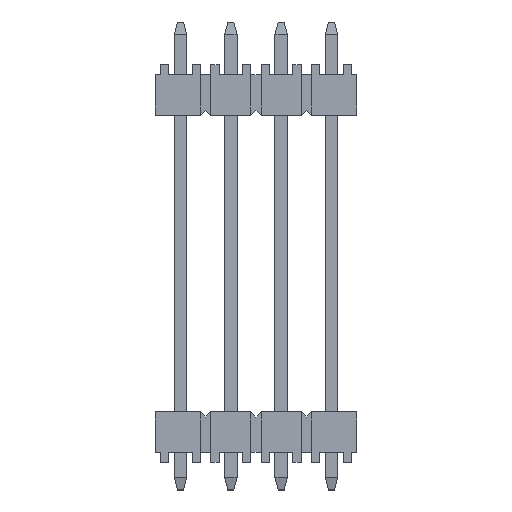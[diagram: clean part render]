
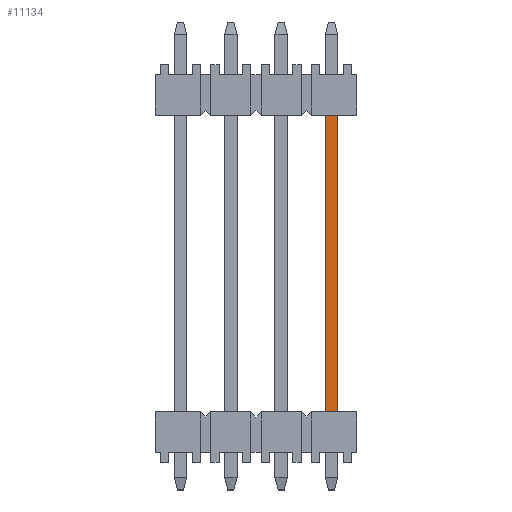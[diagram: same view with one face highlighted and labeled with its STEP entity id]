
A CAD part, top view. The second image highlights one B-rep face of the part: STEP entity #11134.
In plain terms, the highlighted planar face has unit normal (0, 0, 1).
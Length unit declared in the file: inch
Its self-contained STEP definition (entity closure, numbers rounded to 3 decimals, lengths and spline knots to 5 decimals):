
#551 = DIRECTION ( 'NONE',  ( 0., -1., 0. ) ) ;
#1040 = DIRECTION ( 'NONE',  ( 1., 0., 0. ) ) ;
#1053 = CARTESIAN_POINT ( 'NONE',  ( -0.08, 0., -0.0375 ) ) ;
#1126 = FACE_OUTER_BOUND ( 'NONE', #4622, .T. ) ;
#1545 = VERTEX_POINT ( 'NONE', #5633 ) ;
#2237 = LINE ( 'NONE', #9263, #7040 ) ;
#2622 = CARTESIAN_POINT ( 'NONE',  ( -0.0525, -0.59, -0.0375 ) ) ;
#3782 = VERTEX_POINT ( 'NONE', #8996 ) ;
#3815 = ORIENTED_EDGE ( 'NONE', *, *, #9693, .F. ) ;
#4135 = VERTEX_POINT ( 'NONE', #11892 ) ;
#4622 = EDGE_LOOP ( 'NONE', ( #4935, #4969, #6982, #3815 ) ) ;
#4676 = CARTESIAN_POINT ( 'NONE',  ( -0.0275, 0.185, -0.0375 ) ) ;
#4869 = CARTESIAN_POINT ( 'NONE',  ( -0.0275, -0.59, -0.0375 ) ) ;
#4935 = ORIENTED_EDGE ( 'NONE', *, *, #11208, .T. ) ;
#4969 = ORIENTED_EDGE ( 'NONE', *, *, #12271, .T. ) ;
#5004 = DIRECTION ( 'NONE',  ( 0., -1., 0. ) ) ;
#5633 = CARTESIAN_POINT ( 'NONE',  ( -0.0275, -0.59, -0.0375 ) ) ;
#5775 = DIRECTION ( 'NONE',  ( 1., 0., 0. ) ) ;
#5807 = DIRECTION ( 'NONE',  ( 0., 0., -1. ) ) ;
#5964 = PLANE ( 'NONE',  #12192 ) ;
#6780 = DIRECTION ( 'NONE',  ( 0., 1., 0. ) ) ;
#6982 = ORIENTED_EDGE ( 'NONE', *, *, #9918, .F. ) ;
#7040 = VECTOR ( 'NONE', #551, 39.37008 ) ;
#7340 = VECTOR ( 'NONE', #5775, 39.37008 ) ;
#8996 = CARTESIAN_POINT ( 'NONE',  ( -0.0525, 0., -0.0375 ) ) ;
#9059 = LINE ( 'NONE', #4676, #11522 ) ;
#9061 = CARTESIAN_POINT ( 'NONE',  ( -0.0275, 0.185, -0.0375 ) ) ;
#9263 = CARTESIAN_POINT ( 'NONE',  ( -0.0525, 0.185, -0.0375 ) ) ;
#9693 = EDGE_CURVE ( 'NONE', #3782, #4135, #10101, .T. ) ;
#9918 = EDGE_CURVE ( 'NONE', #4135, #1545, #9059, .T. ) ;
#10101 = LINE ( 'NONE', #1053, #10212 ) ;
#10212 = VECTOR ( 'NONE', #1040, 39.37008 ) ;
#10672 = LINE ( 'NONE', #4869, #7340 ) ;
#11134 = ADVANCED_FACE ( 'NONE', ( #1126 ), #5964, .F. ) ;
#11208 = EDGE_CURVE ( 'NONE', #3782, #11593, #2237, .T. ) ;
#11522 = VECTOR ( 'NONE', #5004, 39.37008 ) ;
#11593 = VERTEX_POINT ( 'NONE', #2622 ) ;
#11892 = CARTESIAN_POINT ( 'NONE',  ( -0.0275, 0., -0.0375 ) ) ;
#12192 = AXIS2_PLACEMENT_3D ( 'NONE', #9061, #5807, #6780 ) ;
#12271 = EDGE_CURVE ( 'NONE', #11593, #1545, #10672, .T. ) ;
